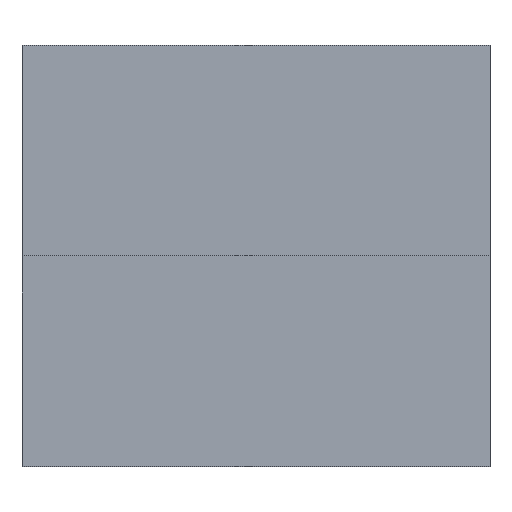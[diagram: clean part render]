
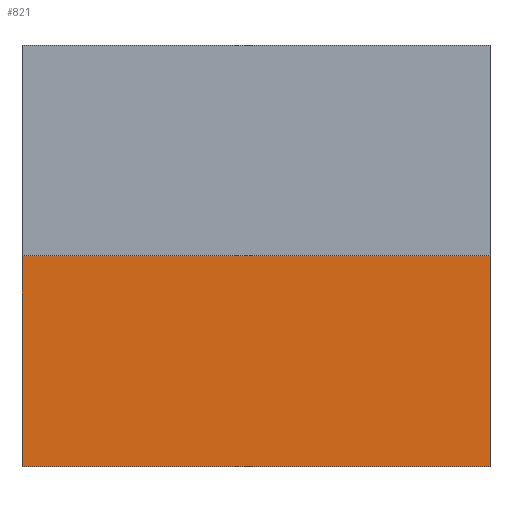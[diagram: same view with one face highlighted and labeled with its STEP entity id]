
A CAD part, top view. The second image highlights one B-rep face of the part: STEP entity #821.
In plain terms, the highlighted planar face has unit normal (0, 0, 1).
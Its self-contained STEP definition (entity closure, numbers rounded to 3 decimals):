
#72 = PLANE('',#73);
#73 = AXIS2_PLACEMENT_3D('',#74,#75,#76);
#74 = CARTESIAN_POINT('',(20.,0.,9.464));
#75 = DIRECTION('',(1.,0.,0.));
#76 = DIRECTION('',(-0.,0.,1.));
#126 = PLANE('',#127);
#127 = AXIS2_PLACEMENT_3D('',#128,#129,#130);
#128 = CARTESIAN_POINT('',(0.,0.,9.464));
#129 = DIRECTION('',(1.,0.,0.));
#130 = DIRECTION('',(-0.,0.,1.));
#713 = PLANE('',#714);
#714 = AXIS2_PLACEMENT_3D('',#715,#716,#717);
#715 = CARTESIAN_POINT('',(0.,-9.,5.9));
#716 = DIRECTION('',(0.,-1.,0.));
#717 = DIRECTION('',(0.,0.,1.));
#751 = VERTEX_POINT('',#752);
#752 = CARTESIAN_POINT('',(20.,-9.,11.));
#773 = EDGE_CURVE('',#774,#751,#776,.T.);
#774 = VERTEX_POINT('',#775);
#775 = CARTESIAN_POINT('',(0.,-9.,11.));
#776 = SURFACE_CURVE('',#777,(#781,#788),.PCURVE_S1.);
#777 = LINE('',#778,#779);
#778 = CARTESIAN_POINT('',(0.,-9.,11.));
#779 = VECTOR('',#780,1.);
#780 = DIRECTION('',(1.,0.,0.));
#781 = PCURVE('',#713,#782);
#782 = DEFINITIONAL_REPRESENTATION('',(#783),#787);
#783 = LINE('',#784,#785);
#784 = CARTESIAN_POINT('',(5.1,0.));
#785 = VECTOR('',#786,1.);
#786 = DIRECTION('',(0.,-1.));
#787 = ( GEOMETRIC_REPRESENTATION_CONTEXT(2) 
PARAMETRIC_REPRESENTATION_CONTEXT() REPRESENTATION_CONTEXT('2D SPACE',''
  ) );
#788 = PCURVE('',#789,#794);
#789 = PLANE('',#790);
#790 = AXIS2_PLACEMENT_3D('',#791,#792,#793);
#791 = CARTESIAN_POINT('',(0.,-9.,11.));
#792 = DIRECTION('',(0.,0.,1.));
#793 = DIRECTION('',(0.,1.,0.));
#794 = DEFINITIONAL_REPRESENTATION('',(#795),#799);
#795 = LINE('',#796,#797);
#796 = CARTESIAN_POINT('',(0.,0.));
#797 = VECTOR('',#798,1.);
#798 = DIRECTION('',(0.,-1.));
#799 = ( GEOMETRIC_REPRESENTATION_CONTEXT(2) 
PARAMETRIC_REPRESENTATION_CONTEXT() REPRESENTATION_CONTEXT('2D SPACE',''
  ) );
#821 = ADVANCED_FACE('',(#822),#789,.T.);
#822 = FACE_BOUND('',#823,.T.);
#823 = EDGE_LOOP('',(#824,#825,#848,#876));
#824 = ORIENTED_EDGE('',*,*,#773,.T.);
#825 = ORIENTED_EDGE('',*,*,#826,.T.);
#826 = EDGE_CURVE('',#751,#827,#829,.T.);
#827 = VERTEX_POINT('',#828);
#828 = CARTESIAN_POINT('',(20.,0.,11.));
#829 = SURFACE_CURVE('',#830,(#834,#841),.PCURVE_S1.);
#830 = LINE('',#831,#832);
#831 = CARTESIAN_POINT('',(20.,-9.,11.));
#832 = VECTOR('',#833,1.);
#833 = DIRECTION('',(0.,1.,0.));
#834 = PCURVE('',#789,#835);
#835 = DEFINITIONAL_REPRESENTATION('',(#836),#840);
#836 = LINE('',#837,#838);
#837 = CARTESIAN_POINT('',(0.,-20.));
#838 = VECTOR('',#839,1.);
#839 = DIRECTION('',(1.,0.));
#840 = ( GEOMETRIC_REPRESENTATION_CONTEXT(2) 
PARAMETRIC_REPRESENTATION_CONTEXT() REPRESENTATION_CONTEXT('2D SPACE',''
  ) );
#841 = PCURVE('',#72,#842);
#842 = DEFINITIONAL_REPRESENTATION('',(#843),#847);
#843 = LINE('',#844,#845);
#844 = CARTESIAN_POINT('',(1.536,9.));
#845 = VECTOR('',#846,1.);
#846 = DIRECTION('',(0.,-1.));
#847 = ( GEOMETRIC_REPRESENTATION_CONTEXT(2) 
PARAMETRIC_REPRESENTATION_CONTEXT() REPRESENTATION_CONTEXT('2D SPACE',''
  ) );
#848 = ORIENTED_EDGE('',*,*,#849,.F.);
#849 = EDGE_CURVE('',#850,#827,#852,.T.);
#850 = VERTEX_POINT('',#851);
#851 = CARTESIAN_POINT('',(0.,0.,11.));
#852 = SURFACE_CURVE('',#853,(#857,#864),.PCURVE_S1.);
#853 = LINE('',#854,#855);
#854 = CARTESIAN_POINT('',(0.,0.,11.));
#855 = VECTOR('',#856,1.);
#856 = DIRECTION('',(1.,0.,0.));
#857 = PCURVE('',#789,#858);
#858 = DEFINITIONAL_REPRESENTATION('',(#859),#863);
#859 = LINE('',#860,#861);
#860 = CARTESIAN_POINT('',(9.,0.));
#861 = VECTOR('',#862,1.);
#862 = DIRECTION('',(0.,-1.));
#863 = ( GEOMETRIC_REPRESENTATION_CONTEXT(2) 
PARAMETRIC_REPRESENTATION_CONTEXT() REPRESENTATION_CONTEXT('2D SPACE',''
  ) );
#864 = PCURVE('',#865,#870);
#865 = PLANE('',#866);
#866 = AXIS2_PLACEMENT_3D('',#867,#868,#869);
#867 = CARTESIAN_POINT('',(0.,9.,11.));
#868 = DIRECTION('',(0.,0.,-1.));
#869 = DIRECTION('',(0.,-1.,0.));
#870 = DEFINITIONAL_REPRESENTATION('',(#871),#875);
#871 = LINE('',#872,#873);
#872 = CARTESIAN_POINT('',(9.,0.));
#873 = VECTOR('',#874,1.);
#874 = DIRECTION('',(0.,-1.));
#875 = ( GEOMETRIC_REPRESENTATION_CONTEXT(2) 
PARAMETRIC_REPRESENTATION_CONTEXT() REPRESENTATION_CONTEXT('2D SPACE',''
  ) );
#876 = ORIENTED_EDGE('',*,*,#877,.F.);
#877 = EDGE_CURVE('',#774,#850,#878,.T.);
#878 = SURFACE_CURVE('',#879,(#883,#890),.PCURVE_S1.);
#879 = LINE('',#880,#881);
#880 = CARTESIAN_POINT('',(0.,-9.,11.));
#881 = VECTOR('',#882,1.);
#882 = DIRECTION('',(0.,1.,0.));
#883 = PCURVE('',#789,#884);
#884 = DEFINITIONAL_REPRESENTATION('',(#885),#889);
#885 = LINE('',#886,#887);
#886 = CARTESIAN_POINT('',(0.,0.));
#887 = VECTOR('',#888,1.);
#888 = DIRECTION('',(1.,0.));
#889 = ( GEOMETRIC_REPRESENTATION_CONTEXT(2) 
PARAMETRIC_REPRESENTATION_CONTEXT() REPRESENTATION_CONTEXT('2D SPACE',''
  ) );
#890 = PCURVE('',#126,#891);
#891 = DEFINITIONAL_REPRESENTATION('',(#892),#896);
#892 = LINE('',#893,#894);
#893 = CARTESIAN_POINT('',(1.536,9.));
#894 = VECTOR('',#895,1.);
#895 = DIRECTION('',(0.,-1.));
#896 = ( GEOMETRIC_REPRESENTATION_CONTEXT(2) 
PARAMETRIC_REPRESENTATION_CONTEXT() REPRESENTATION_CONTEXT('2D SPACE',''
  ) );
